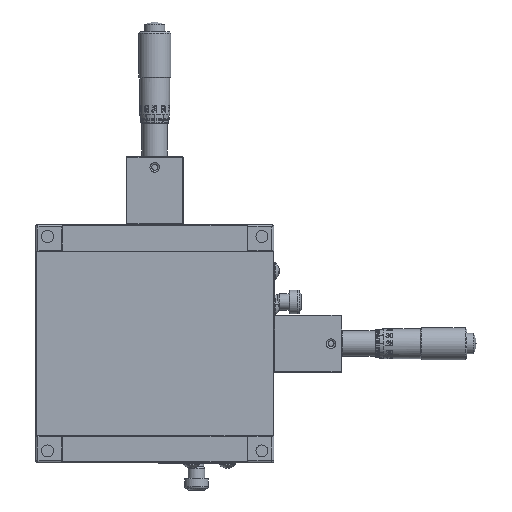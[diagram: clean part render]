
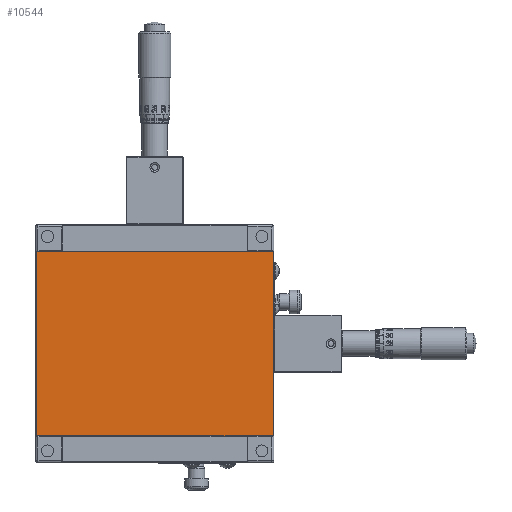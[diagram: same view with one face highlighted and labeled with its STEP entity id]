
A CAD part, front view. The second image highlights one B-rep face of the part: STEP entity #10544.
In plain terms, the highlighted planar face has unit normal (0, -1, 0).
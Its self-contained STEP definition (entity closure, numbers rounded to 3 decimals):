
#570 = VECTOR ( 'NONE', #155883, 1000. ) ;
#10544 = ADVANCED_FACE ( 'NONE', ( #39283 ), #27200, .F. ) ;
#19895 = EDGE_CURVE ( 'NONE', #143003, #126744, #156788, .T. ) ;
#27200 = PLANE ( 'NONE',  #75406 ) ;
#34841 = LINE ( 'NONE', #71633, #158322 ) ;
#39283 = FACE_OUTER_BOUND ( 'NONE', #119026, .T. ) ;
#39557 = DIRECTION ( 'NONE',  ( 0., 0., 1. ) ) ;
#40878 = DIRECTION ( 'NONE',  ( -1., 0., 0. ) ) ;
#43009 = ORIENTED_EDGE ( 'NONE', *, *, #95340, .T. ) ;
#50626 = EDGE_CURVE ( 'NONE', #143003, #132057, #103992, .T. ) ;
#56643 = CARTESIAN_POINT ( 'NONE',  ( 57.751, -19.897, 38.7 ) ) ;
#69634 = CARTESIAN_POINT ( 'NONE',  ( 58.037, -19.897, -38.7 ) ) ;
#70088 = ORIENTED_EDGE ( 'NONE', *, *, #19895, .F. ) ;
#71217 = VECTOR ( 'NONE', #160034, 1000. ) ;
#71633 = CARTESIAN_POINT ( 'NONE',  ( -41.677, -19.897, 38.7 ) ) ;
#72190 = DIRECTION ( 'NONE',  ( 0., 0., -1. ) ) ;
#72902 = CARTESIAN_POINT ( 'NONE',  ( -41.677, -19.897, 38.7 ) ) ;
#75406 = AXIS2_PLACEMENT_3D ( 'NONE', #101033, #113395, #39557 ) ;
#95340 = EDGE_CURVE ( 'NONE', #132057, #105418, #96468, .T. ) ;
#96468 = LINE ( 'NONE', #139558, #125410 ) ;
#101033 = CARTESIAN_POINT ( 'NONE',  ( 58.037, -19.897, 38.7 ) ) ;
#103992 = LINE ( 'NONE', #122778, #71217 ) ;
#105418 = VERTEX_POINT ( 'NONE', #72902 ) ;
#107011 = ORIENTED_EDGE ( 'NONE', *, *, #159746, .T. ) ;
#113395 = DIRECTION ( 'NONE',  ( 0., 1., 0. ) ) ;
#119026 = EDGE_LOOP ( 'NONE', ( #43009, #107011, #70088, #121353 ) ) ;
#121353 = ORIENTED_EDGE ( 'NONE', *, *, #50626, .T. ) ;
#122778 = CARTESIAN_POINT ( 'NONE',  ( 57.751, -19.897, -38.7 ) ) ;
#125410 = VECTOR ( 'NONE', #40878, 1000. ) ;
#126744 = VERTEX_POINT ( 'NONE', #153438 ) ;
#132057 = VERTEX_POINT ( 'NONE', #56643 ) ;
#139558 = CARTESIAN_POINT ( 'NONE',  ( 58.037, -19.897, 38.7 ) ) ;
#143003 = VERTEX_POINT ( 'NONE', #160134 ) ;
#153438 = CARTESIAN_POINT ( 'NONE',  ( -41.677, -19.897, -38.7 ) ) ;
#155883 = DIRECTION ( 'NONE',  ( -1., 0., 0. ) ) ;
#156788 = LINE ( 'NONE', #69634, #570 ) ;
#158322 = VECTOR ( 'NONE', #72190, 1000. ) ;
#159746 = EDGE_CURVE ( 'NONE', #105418, #126744, #34841, .T. ) ;
#160034 = DIRECTION ( 'NONE',  ( 0., 0., 1. ) ) ;
#160134 = CARTESIAN_POINT ( 'NONE',  ( 57.751, -19.897, -38.7 ) ) ;
